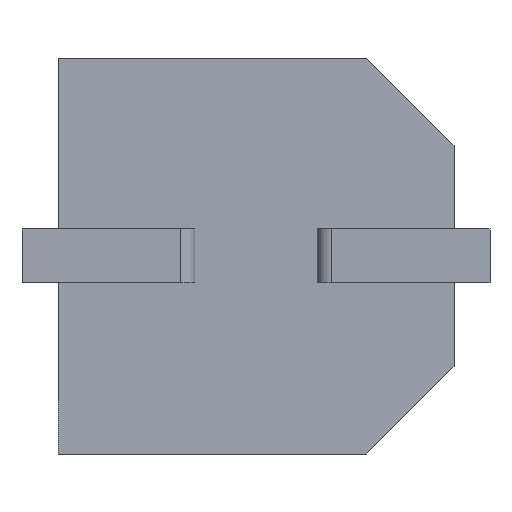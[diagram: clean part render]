
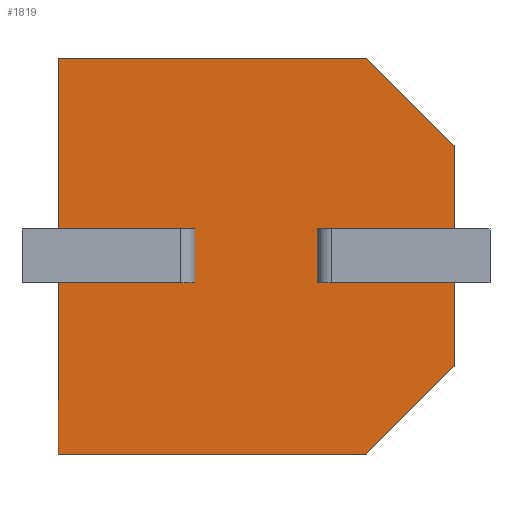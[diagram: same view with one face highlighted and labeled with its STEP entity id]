
A CAD part, front view. The second image highlights one B-rep face of the part: STEP entity #1819.
In plain terms, the highlighted planar face has unit normal (0, -1, 0).
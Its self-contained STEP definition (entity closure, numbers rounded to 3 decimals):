
#25 = DIRECTION ( 'NONE',  ( 1., 0., 0. ) ) ;
#69 = CARTESIAN_POINT ( 'NONE',  ( 0., 0., 0. ) ) ;
#141 = EDGE_CURVE ( 'NONE', #3312, #933, #1084, .T. ) ;
#193 = CARTESIAN_POINT ( 'NONE',  ( 0., 0., 0. ) ) ;
#212 = DIRECTION ( 'NONE',  ( 0., 0., -1. ) ) ;
#250 = LINE ( 'NONE', #1155, #2670 ) ;
#283 = LINE ( 'NONE', #2898, #983 ) ;
#380 = AXIS2_PLACEMENT_3D ( 'NONE', #193, #3179, #2366 ) ;
#445 = CARTESIAN_POINT ( 'NONE',  ( 0., 0., 0. ) ) ;
#509 = VERTEX_POINT ( 'NONE', #3070 ) ;
#532 = VERTEX_POINT ( 'NONE', #1170 ) ;
#546 = LINE ( 'NONE', #3328, #3390 ) ;
#557 = CARTESIAN_POINT ( 'NONE',  ( 3.6, 0., -2.375 ) ) ;
#567 = CARTESIAN_POINT ( 'NONE',  ( 3.6, 0., -3.125 ) ) ;
#617 = DIRECTION ( 'NONE',  ( -1., 0., 0. ) ) ;
#626 = VECTOR ( 'NONE', #212, 1000. ) ;
#634 = LINE ( 'NONE', #2113, #2177 ) ;
#641 = EDGE_CURVE ( 'NONE', #1863, #3286, #1503, .T. ) ;
#679 = VERTEX_POINT ( 'NONE', #2016 ) ;
#685 = DIRECTION ( 'NONE',  ( 1., 0., 0. ) ) ;
#730 = VECTOR ( 'NONE', #685, 1000. ) ;
#731 = CARTESIAN_POINT ( 'NONE',  ( 0., 0., -3.125 ) ) ;
#753 = CARTESIAN_POINT ( 'NONE',  ( 5.5, 0., -4.287 ) ) ;
#755 = EDGE_CURVE ( 'NONE', #2544, #3288, #3044, .T. ) ;
#765 = ORIENTED_EDGE ( 'NONE', *, *, #959, .T. ) ;
#841 = PLANE ( 'NONE',  #380 ) ;
#902 = VECTOR ( 'NONE', #1329, 1000. ) ;
#933 = VERTEX_POINT ( 'NONE', #3398 ) ;
#947 = LINE ( 'NONE', #2615, #2789 ) ;
#959 = EDGE_CURVE ( 'NONE', #532, #509, #3414, .T. ) ;
#983 = VECTOR ( 'NONE', #1271, 1000. ) ;
#1005 = CARTESIAN_POINT ( 'NONE',  ( 4.287, 0., 0. ) ) ;
#1038 = ORIENTED_EDGE ( 'NONE', *, *, #1843, .T. ) ;
#1050 = EDGE_CURVE ( 'NONE', #933, #1298, #3411, .T. ) ;
#1084 = LINE ( 'NONE', #567, #1979 ) ;
#1092 = ORIENTED_EDGE ( 'NONE', *, *, #3475, .T. ) ;
#1118 = ORIENTED_EDGE ( 'NONE', *, *, #1991, .T. ) ;
#1154 = EDGE_CURVE ( 'NONE', #2544, #3504, #947, .T. ) ;
#1155 = CARTESIAN_POINT ( 'NONE',  ( 5.5, 0., 0. ) ) ;
#1170 = CARTESIAN_POINT ( 'NONE',  ( 0., 0., -5.5 ) ) ;
#1256 = EDGE_CURVE ( 'NONE', #3312, #3132, #283, .T. ) ;
#1271 = DIRECTION ( 'NONE',  ( 0., 0., 1. ) ) ;
#1298 = VERTEX_POINT ( 'NONE', #753 ) ;
#1315 = VECTOR ( 'NONE', #2456, 1000. ) ;
#1329 = DIRECTION ( 'NONE',  ( -0.707, 0., 0.707 ) ) ;
#1337 = CARTESIAN_POINT ( 'NONE',  ( 1.9, 0., -3.125 ) ) ;
#1391 = LINE ( 'NONE', #1547, #626 ) ;
#1450 = ORIENTED_EDGE ( 'NONE', *, *, #1256, .T. ) ;
#1471 = DIRECTION ( 'NONE',  ( 1., 0., 0. ) ) ;
#1489 = LINE ( 'NONE', #2960, #902 ) ;
#1503 = LINE ( 'NONE', #69, #3464 ) ;
#1547 = CARTESIAN_POINT ( 'NONE',  ( 0., 0., 0. ) ) ;
#1551 = DIRECTION ( 'NONE',  ( 0., 0., -1. ) ) ;
#1575 = ORIENTED_EDGE ( 'NONE', *, *, #2455, .T. ) ;
#1627 = EDGE_CURVE ( 'NONE', #3441, #3286, #1489, .T. ) ;
#1745 = LINE ( 'NONE', #1794, #3284 ) ;
#1780 = ORIENTED_EDGE ( 'NONE', *, *, #1154, .F. ) ;
#1794 = CARTESIAN_POINT ( 'NONE',  ( 0., 0., 0. ) ) ;
#1819 = ADVANCED_FACE ( 'NONE', ( #3232 ), #841, .F. ) ;
#1843 = EDGE_CURVE ( 'NONE', #1863, #1912, #1745, .T. ) ;
#1863 = VERTEX_POINT ( 'NONE', #445 ) ;
#1912 = VERTEX_POINT ( 'NONE', #2921 ) ;
#1979 = VECTOR ( 'NONE', #25, 1000. ) ;
#1991 = EDGE_CURVE ( 'NONE', #509, #1298, #634, .T. ) ;
#2016 = CARTESIAN_POINT ( 'NONE',  ( 5.5, 0., -2.375 ) ) ;
#2027 = EDGE_LOOP ( 'NONE', ( #2081, #1450, #1092, #2679, #2219, #2106, #1038, #2115, #1780, #2856, #1575, #765, #1118, #2772 ) ) ;
#2081 = ORIENTED_EDGE ( 'NONE', *, *, #141, .F. ) ;
#2106 = ORIENTED_EDGE ( 'NONE', *, *, #641, .F. ) ;
#2113 = CARTESIAN_POINT ( 'NONE',  ( 5.5, 0., -4.287 ) ) ;
#2115 = ORIENTED_EDGE ( 'NONE', *, *, #2209, .F. ) ;
#2177 = VECTOR ( 'NONE', #3183, 1000. ) ;
#2209 = EDGE_CURVE ( 'NONE', #3504, #1912, #546, .T. ) ;
#2219 = ORIENTED_EDGE ( 'NONE', *, *, #1627, .T. ) ;
#2331 = CARTESIAN_POINT ( 'NONE',  ( 0., 0., -5.5 ) ) ;
#2366 = DIRECTION ( 'NONE',  ( 0., 0., 1. ) ) ;
#2455 = EDGE_CURVE ( 'NONE', #3288, #532, #1391, .T. ) ;
#2456 = DIRECTION ( 'NONE',  ( 1., 0., 0. ) ) ;
#2502 = VECTOR ( 'NONE', #3249, 1000. ) ;
#2544 = VERTEX_POINT ( 'NONE', #2717 ) ;
#2615 = CARTESIAN_POINT ( 'NONE',  ( 1.9, 0., -3.125 ) ) ;
#2656 = DIRECTION ( 'NONE',  ( 0., 0., 1. ) ) ;
#2670 = VECTOR ( 'NONE', #3052, 1000. ) ;
#2679 = ORIENTED_EDGE ( 'NONE', *, *, #2773, .F. ) ;
#2717 = CARTESIAN_POINT ( 'NONE',  ( 1.9, 0., -3.125 ) ) ;
#2772 = ORIENTED_EDGE ( 'NONE', *, *, #1050, .F. ) ;
#2773 = EDGE_CURVE ( 'NONE', #3441, #679, #250, .T. ) ;
#2789 = VECTOR ( 'NONE', #2656, 1000. ) ;
#2856 = ORIENTED_EDGE ( 'NONE', *, *, #755, .T. ) ;
#2898 = CARTESIAN_POINT ( 'NONE',  ( 3.6, 0., -3.125 ) ) ;
#2912 = CARTESIAN_POINT ( 'NONE',  ( 3.6, 0., -3.125 ) ) ;
#2921 = CARTESIAN_POINT ( 'NONE',  ( 0., 0., -2.375 ) ) ;
#2927 = CARTESIAN_POINT ( 'NONE',  ( 3.6, 0., -2.375 ) ) ;
#2939 = CARTESIAN_POINT ( 'NONE',  ( 5.5, 0., -1.213 ) ) ;
#2960 = CARTESIAN_POINT ( 'NONE',  ( 4.287, 0., 0. ) ) ;
#2985 = CARTESIAN_POINT ( 'NONE',  ( 1.9, 0., -2.375 ) ) ;
#3044 = LINE ( 'NONE', #1337, #2502 ) ;
#3052 = DIRECTION ( 'NONE',  ( 0., 0., -1. ) ) ;
#3070 = CARTESIAN_POINT ( 'NONE',  ( 4.287, 0., -5.5 ) ) ;
#3118 = VECTOR ( 'NONE', #1551, 1000. ) ;
#3132 = VERTEX_POINT ( 'NONE', #2927 ) ;
#3170 = DIRECTION ( 'NONE',  ( 0., 0., -1. ) ) ;
#3179 = DIRECTION ( 'NONE',  ( 0., 1., 0. ) ) ;
#3183 = DIRECTION ( 'NONE',  ( 0.707, 0., 0.707 ) ) ;
#3232 = FACE_OUTER_BOUND ( 'NONE', #2027, .T. ) ;
#3249 = DIRECTION ( 'NONE',  ( -1., 0., 0. ) ) ;
#3284 = VECTOR ( 'NONE', #3170, 1000. ) ;
#3286 = VERTEX_POINT ( 'NONE', #1005 ) ;
#3288 = VERTEX_POINT ( 'NONE', #731 ) ;
#3310 = LINE ( 'NONE', #557, #1315 ) ;
#3312 = VERTEX_POINT ( 'NONE', #2912 ) ;
#3328 = CARTESIAN_POINT ( 'NONE',  ( 1.9, 0., -2.375 ) ) ;
#3390 = VECTOR ( 'NONE', #617, 1000. ) ;
#3398 = CARTESIAN_POINT ( 'NONE',  ( 5.5, 0., -3.125 ) ) ;
#3411 = LINE ( 'NONE', #3440, #3118 ) ;
#3414 = LINE ( 'NONE', #2331, #730 ) ;
#3440 = CARTESIAN_POINT ( 'NONE',  ( 5.5, 0., 0. ) ) ;
#3441 = VERTEX_POINT ( 'NONE', #2939 ) ;
#3464 = VECTOR ( 'NONE', #1471, 1000. ) ;
#3475 = EDGE_CURVE ( 'NONE', #3132, #679, #3310, .T. ) ;
#3504 = VERTEX_POINT ( 'NONE', #2985 ) ;
